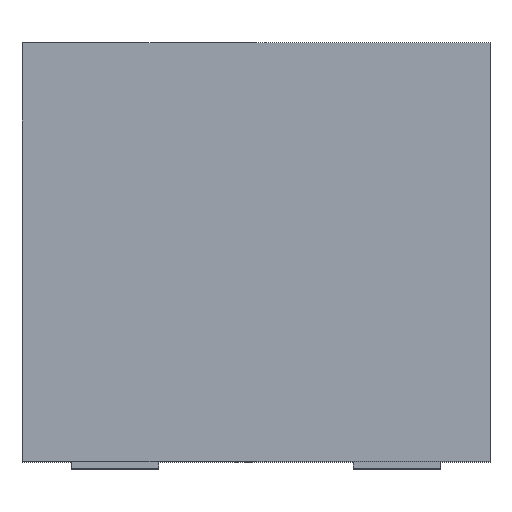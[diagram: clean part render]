
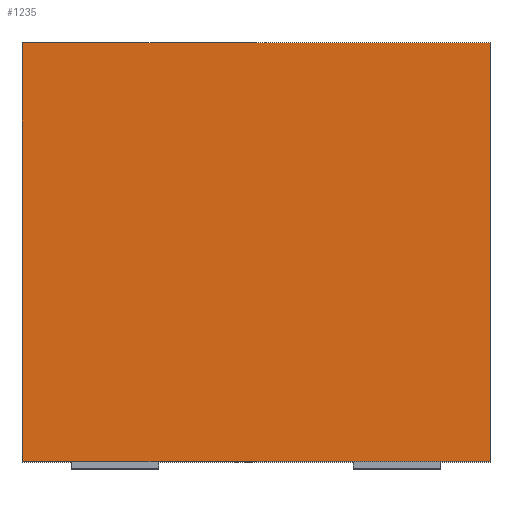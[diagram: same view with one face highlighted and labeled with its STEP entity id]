
A CAD part, top view. The second image highlights one B-rep face of the part: STEP entity #1235.
In plain terms, the highlighted planar face has unit normal (0, 0, 1).
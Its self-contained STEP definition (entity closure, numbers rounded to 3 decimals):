
#62 = CARTESIAN_POINT ( 'NONE',  ( -3.355, 6., 3.455 ) ) ;
#84 = CARTESIAN_POINT ( 'NONE',  ( -3.355, 0., 3.455 ) ) ;
#105 = VERTEX_POINT ( 'NONE', #84 ) ;
#112 = EDGE_CURVE ( 'NONE', #521, #560, #385, .T. ) ;
#164 = LINE ( 'NONE', #475, #554 ) ;
#165 = EDGE_CURVE ( 'NONE', #105, #192, #1000, .T. ) ;
#182 = DIRECTION ( 'NONE',  ( 0., 1., 0. ) ) ;
#192 = VERTEX_POINT ( 'NONE', #836 ) ;
#230 = DIRECTION ( 'NONE',  ( -1., 0., 0. ) ) ;
#273 = EDGE_LOOP ( 'NONE', ( #981, #1001, #1242, #729 ) ) ;
#326 = CARTESIAN_POINT ( 'NONE',  ( -3.355, 6., 3.455 ) ) ;
#366 = AXIS2_PLACEMENT_3D ( 'NONE', #326, #1265, #230 ) ;
#380 = EDGE_CURVE ( 'NONE', #105, #521, #593, .T. ) ;
#385 = LINE ( 'NONE', #814, #386 ) ;
#386 = VECTOR ( 'NONE', #182, 1000. ) ;
#427 = FACE_OUTER_BOUND ( 'NONE', #273, .T. ) ;
#469 = VECTOR ( 'NONE', #1202, 1000. ) ;
#475 = CARTESIAN_POINT ( 'NONE',  ( 0., 6., 3.455 ) ) ;
#485 = DIRECTION ( 'NONE',  ( 0., 1., 0. ) ) ;
#521 = VERTEX_POINT ( 'NONE', #1248 ) ;
#554 = VECTOR ( 'NONE', #996, 1000. ) ;
#560 = VERTEX_POINT ( 'NONE', #619 ) ;
#593 = LINE ( 'NONE', #1122, #469 ) ;
#619 = CARTESIAN_POINT ( 'NONE',  ( 3.355, 6., 3.455 ) ) ;
#729 = ORIENTED_EDGE ( 'NONE', *, *, #380, .T. ) ;
#814 = CARTESIAN_POINT ( 'NONE',  ( 3.355, 6., 3.455 ) ) ;
#836 = CARTESIAN_POINT ( 'NONE',  ( -3.355, 6., 3.455 ) ) ;
#847 = PLANE ( 'NONE',  #366 ) ;
#981 = ORIENTED_EDGE ( 'NONE', *, *, #112, .T. ) ;
#990 = EDGE_CURVE ( 'NONE', #192, #560, #164, .T. ) ;
#996 = DIRECTION ( 'NONE',  ( 1., 0., 0. ) ) ;
#1000 = LINE ( 'NONE', #62, #1049 ) ;
#1001 = ORIENTED_EDGE ( 'NONE', *, *, #990, .F. ) ;
#1049 = VECTOR ( 'NONE', #485, 1000. ) ;
#1122 = CARTESIAN_POINT ( 'NONE',  ( 0., 0., 3.455 ) ) ;
#1202 = DIRECTION ( 'NONE',  ( 1., 0., 0. ) ) ;
#1235 = ADVANCED_FACE ( 'NONE', ( #427 ), #847, .F. ) ;
#1242 = ORIENTED_EDGE ( 'NONE', *, *, #165, .F. ) ;
#1248 = CARTESIAN_POINT ( 'NONE',  ( 3.355, 0., 3.455 ) ) ;
#1265 = DIRECTION ( 'NONE',  ( 0., 0., -1. ) ) ;
